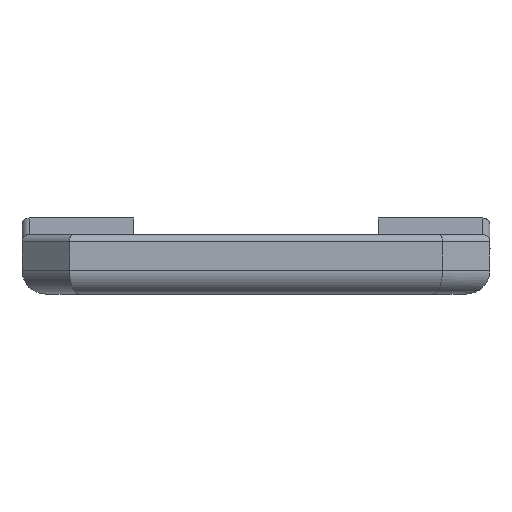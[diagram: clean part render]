
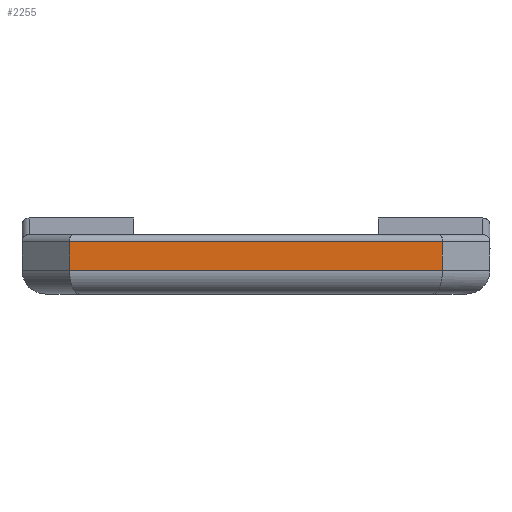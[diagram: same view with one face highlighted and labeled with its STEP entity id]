
A CAD part, front view. The second image highlights one B-rep face of the part: STEP entity #2255.
In plain terms, the highlighted planar face has unit normal (0, -1, 0).
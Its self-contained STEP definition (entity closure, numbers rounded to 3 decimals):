
#60=PLANE('',#2477);
#93=LINE('',#3235,#309);
#158=LINE('',#3510,#374);
#274=LINE('',#3830,#490);
#275=LINE('',#3832,#491);
#309=VECTOR('',#2570,15.7);
#374=VECTOR('',#2765,15.7);
#490=VECTOR('',#3099,1.2);
#491=VECTOR('',#3102,1.2);
#674=FACE_OUTER_BOUND('',#807,.T.);
#807=EDGE_LOOP('',(#1911,#1912,#1913,#1914));
#925=VERTEX_POINT('',#3227);
#927=VERTEX_POINT('',#3233);
#996=VERTEX_POINT('',#3497);
#1000=VERTEX_POINT('',#3509);
#1138=EDGE_CURVE('',#925,#927,#93,.T.);
#1243=EDGE_CURVE('',#1000,#996,#158,.T.);
#1402=EDGE_CURVE('',#996,#925,#274,.T.);
#1403=EDGE_CURVE('',#927,#1000,#275,.T.);
#1911=ORIENTED_EDGE('',*,*,#1403,.T.);
#1912=ORIENTED_EDGE('',*,*,#1243,.T.);
#1913=ORIENTED_EDGE('',*,*,#1402,.T.);
#1914=ORIENTED_EDGE('',*,*,#1138,.T.);
#2255=ADVANCED_FACE('',(#674),#60,.T.);
#2477=AXIS2_PLACEMENT_3D('',#3831,#3100,#3101);
#2570=DIRECTION('',(1.,0.,0.));
#2765=DIRECTION('',(-1.,0.,0.));
#3099=DIRECTION('',(0.,0.,-1.));
#3100=DIRECTION('center_axis',(0.,-1.,0.));
#3101=DIRECTION('ref_axis',(0.,0.,-1.));
#3102=DIRECTION('',(0.,0.,1.));
#3227=CARTESIAN_POINT('',(-57.391,-336.822,-3.5));
#3233=CARTESIAN_POINT('',(-41.691,-336.822,-3.5));
#3235=CARTESIAN_POINT('',(-57.391,-336.822,-3.5));
#3497=CARTESIAN_POINT('',(-57.391,-336.822,-2.3));
#3509=CARTESIAN_POINT('',(-41.691,-336.822,-2.3));
#3510=CARTESIAN_POINT('',(-41.691,-336.822,-2.3));
#3830=CARTESIAN_POINT('',(-57.391,-336.822,-2.3));
#3831=CARTESIAN_POINT('Origin',(-49.541,-336.822,-2.9));
#3832=CARTESIAN_POINT('',(-41.691,-336.822,-3.5));
